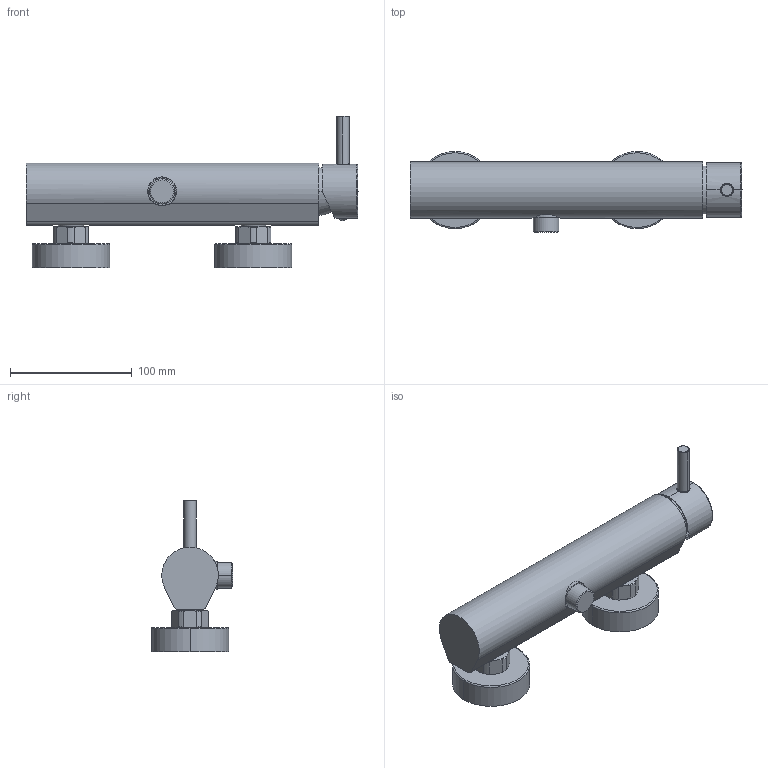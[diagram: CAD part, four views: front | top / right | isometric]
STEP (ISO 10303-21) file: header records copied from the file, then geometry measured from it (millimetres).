
FILE_DESCRIPTION((''),'2;1');
FILE_NAME('SK168CR','2021-01-18T08:20:49',('ut3'),('PAFFONI SpA'),'CREO PARAMETRIC BY PTC INC, 2020044','CREO PARAMETRIC BY PTC INC, 2020044','');
FILE_SCHEMA(('CONFIG_CONTROL_DESIGN','SHAPE_APPEARANCE_LAYERS_GROUPS'));
Length unit declared in the file: millimetre
Products named in the file (1): SK168CR
Bounding box: 273.19 x 66.7 x 125 mm (x, y, z)
Volume: 639692.5 mm3; surface area: 77361 mm2
Topology: 1 solids, 1 shells, 234 faces, 548 edges, 322 vertices
Faces by surface type: cylinder 65, plane 58, cone 43, torus 26, bspline 24, sphere 18
Entity records: 11559 total; most frequent: CARTESIAN_POINT 4760, ORIENTED_EDGE 1088, DIRECTION 1057, EDGE_CURVE 544, AXIS2_PLACEMENT_3D 455, VERTEX_POINT 322, CIRCLE 245, EDGE_LOOP 244
